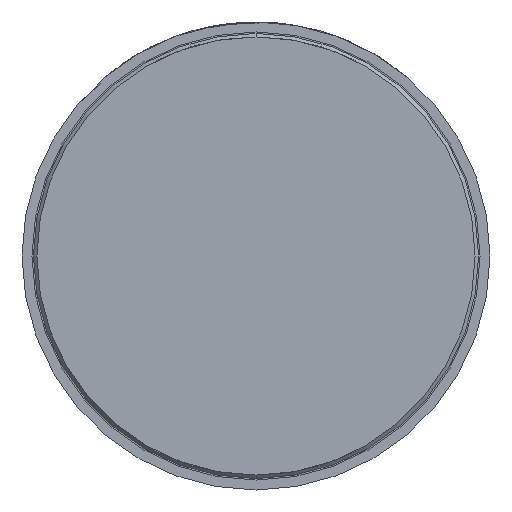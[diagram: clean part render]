
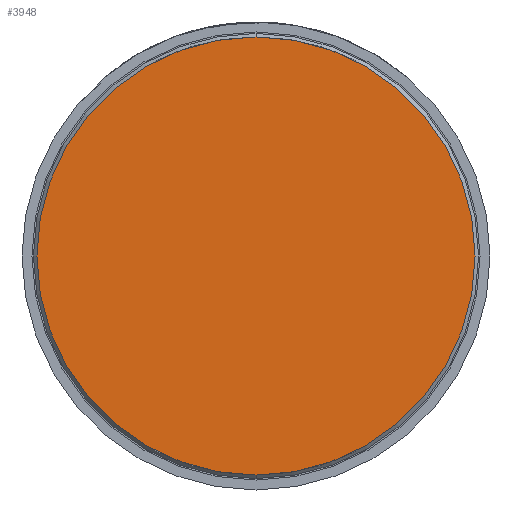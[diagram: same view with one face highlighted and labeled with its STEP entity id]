
A CAD part, front view. The second image highlights one B-rep face of the part: STEP entity #3948.
In plain terms, the highlighted planar face has unit normal (0, -1, 0).
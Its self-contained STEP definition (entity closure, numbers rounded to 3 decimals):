
#28 = VERTEX_POINT ( 'NONE', #3844 ) ;
#318 = FACE_OUTER_BOUND ( 'NONE', #3734, .T. ) ;
#497 = CIRCLE ( 'NONE', #2717, 2.2 ) ;
#1266 = ORIENTED_EDGE ( 'NONE', *, *, #2318, .T. ) ;
#1456 = CARTESIAN_POINT ( 'NONE',  ( -2.2, 0., 0. ) ) ;
#1544 = VERTEX_POINT ( 'NONE', #1456 ) ;
#2070 = DIRECTION ( 'NONE',  ( -1., 0., 0. ) ) ;
#2108 = DIRECTION ( 'NONE',  ( 0., -1., 0. ) ) ;
#2185 = CARTESIAN_POINT ( 'NONE',  ( 0., 0., 0. ) ) ;
#2318 = EDGE_CURVE ( 'Defeature ausgef�hrt4_1+Defeature ausgef�hrt4_0+Defeature ausgef�hrt4_0+Defeature ausgef�hrt4_0', #1544, #28, #4611, .T. ) ;
#2537 = CARTESIAN_POINT ( 'NONE',  ( 0., 0., 1.9 ) ) ;
#2717 = AXIS2_PLACEMENT_3D ( 'NONE', #3598, #2108, #3314 ) ;
#2830 = DIRECTION ( 'NONE',  ( 0., 1., 0. ) ) ;
#2963 = DIRECTION ( 'NONE',  ( 1., 0., 0. ) ) ;
#3314 = DIRECTION ( 'NONE',  ( 1., 0., 0. ) ) ;
#3598 = CARTESIAN_POINT ( 'NONE',  ( 0., 0., 0. ) ) ;
#3734 = EDGE_LOOP ( 'NONE', ( #4158, #1266 ) ) ;
#3844 = CARTESIAN_POINT ( 'NONE',  ( 2.2, 0., 0. ) ) ;
#3948 = ADVANCED_FACE ( 'Defeature ausgef�hrt4_1', ( #318 ), #4390, .F. ) ;
#4158 = ORIENTED_EDGE ( 'NONE', *, *, #4457, .T. ) ;
#4390 = PLANE ( 'NONE',  #4962 ) ;
#4457 = EDGE_CURVE ( 'Defeature ausgef�hrt4_1+Defeature ausgef�hrt4_0+Defeature ausgef�hrt4_0+Defeature ausgef�hrt4_0', #28, #1544, #497, .T. ) ;
#4535 = AXIS2_PLACEMENT_3D ( 'NONE', #2185, #4886, #2963 ) ;
#4611 = CIRCLE ( 'NONE', #4535, 2.2 ) ;
#4886 = DIRECTION ( 'NONE',  ( 0., -1., 0. ) ) ;
#4962 = AXIS2_PLACEMENT_3D ( 'NONE', #2537, #2830, #2070 ) ;
